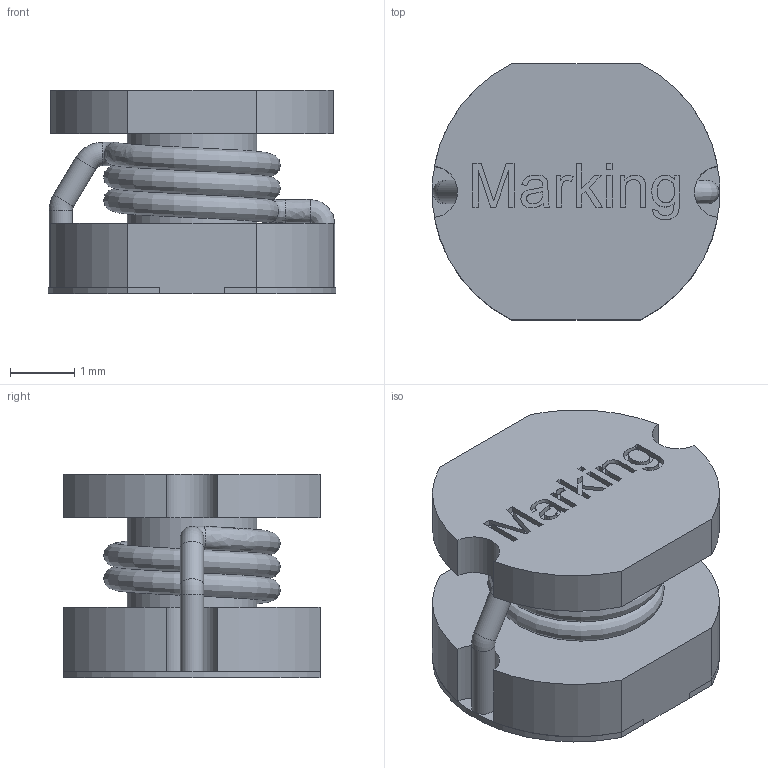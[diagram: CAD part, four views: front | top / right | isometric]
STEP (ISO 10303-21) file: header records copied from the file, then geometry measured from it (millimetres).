
FILE_DESCRIPTION(('FreeCAD Model'),'2;1');
FILE_NAME('Inductor_WE-PD2-4532.STEP' ,'2016-03-20T00:52:17',('Author'),(''), 'Open CASCADE STEP processor 6.8','FreeCAD','Unknown');
FILE_SCHEMA(('AUTOMOTIVE_DESIGN_CC2 { 1 2 10303 214 -1 1 5 4 }'));
Length unit declared in the file: millimetre
Products named in the file (4): Assem1; Assem002; Assem003; Assem004
Bounding box: 4.48 x 4 x 3.18 mm (x, y, z)
Volume: 33 mm3; surface area: 140 mm2
Topology: 4 solids, 4 shells, 121 faces, 303 edges, 198 vertices
Faces by surface type: plane 80, cylinder 17, extrusion 16, bspline 5, torus 3
Full cylindrical faces by diameter (mm): 0.364 x2, 2.02 x1
Entity records: 14249 total; most frequent: CARTESIAN_POINT 8220, DIRECTION 647, ORIENTED_EDGE 602, PCURVE 602, DEFINITIONAL_REPRESENTATION 602, B_SPLINE_CURVE_WITH_KNOTS 527, VECTOR 340, LINE 324
